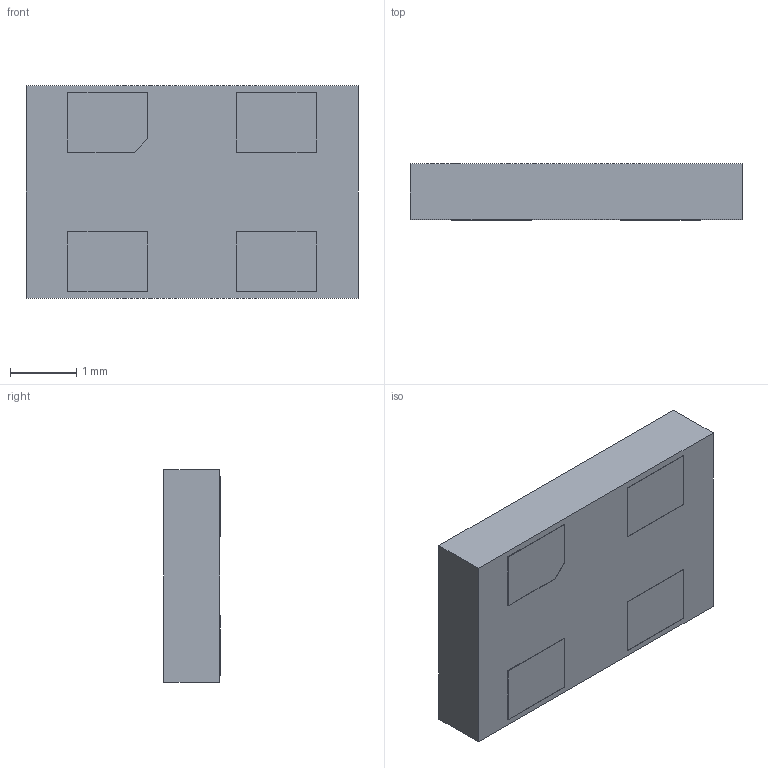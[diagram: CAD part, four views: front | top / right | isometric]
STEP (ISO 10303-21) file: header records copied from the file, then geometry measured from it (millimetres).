
FILE_DESCRIPTION(/* description */ (''),/* implementation_level */ '2;1');
FILE_NAME(/* name */ 'ASFLMB-72.000MHZ-XY-T.step',/* time_stamp */ '2022-01-15T12:59:05-05:00',/* author */ (''),/* organization */ (''),/* preprocessor_version */ 'ST-DEVELOPER v18.1',/* originating_system */ 'Autodesk Translation Framework v10.10.0.1391',/* authorisation */ '');
FILE_SCHEMA (('AUTOMOTIVE_DESIGN { 1 0 10303 214 3 1 1 }'));
Length unit declared in the file: millimetre
Products named in the file (1): ASFLMB-72.000MHZ-XY-T
Bounding box: 5 x 0.85 x 3.2 mm (x, y, z)
Volume: 13.5 mm3; surface area: 46 mm2
Topology: 1 solids, 1 shells, 29 faces, 66 edges, 44 vertices
Faces by surface type: plane 28, cylinder 1
Full cylindrical faces by diameter (mm): 0.5 x1
Entity records: 848 total; most frequent: CARTESIAN_POINT 140, ORIENTED_EDGE 132, DIRECTION 128, EDGE_CURVE 66, LINE 64, VECTOR 64, VERTEX_POINT 44, EDGE_LOOP 34
